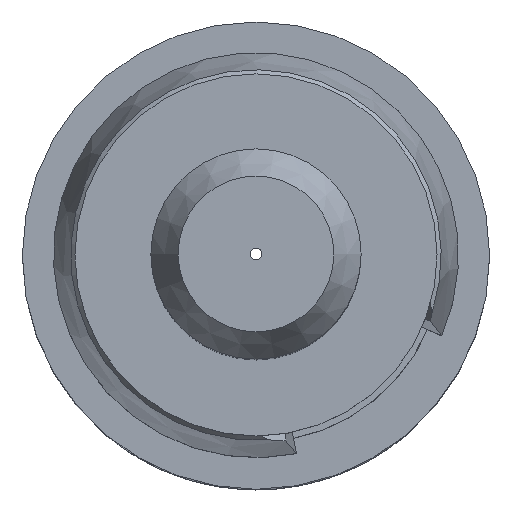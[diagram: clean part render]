
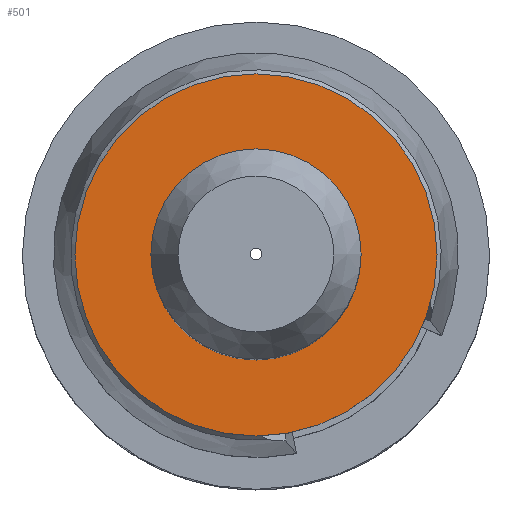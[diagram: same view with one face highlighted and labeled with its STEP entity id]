
A CAD part, top view. The second image highlights one B-rep face of the part: STEP entity #501.
In plain terms, the highlighted planar face has unit normal (0, 0, 1).
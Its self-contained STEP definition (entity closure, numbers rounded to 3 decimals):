
#403=PLANE('',#1608);
#501=ADVANCED_FACE('',(#625,#626),#403,.T.);
#562=CIRCLE('',#1605,2.325);
#563=CIRCLE('',#1607,1.35);
#625=FACE_BOUND('',#722,.T.);
#626=FACE_BOUND('',#723,.T.);
#722=EDGE_LOOP('',(#1011));
#723=EDGE_LOOP('',(#1012));
#1011=ORIENTED_EDGE('',*,*,#1357,.T.);
#1012=ORIENTED_EDGE('',*,*,#1356,.F.);
#1199=VERTEX_POINT('',#2460);
#1200=VERTEX_POINT('',#2463);
#1356=EDGE_CURVE('',#1199,#1199,#562,.T.);
#1357=EDGE_CURVE('',#1200,#1200,#563,.T.);
#1605=AXIS2_PLACEMENT_3D('',#2459,#1751,#1752);
#1607=AXIS2_PLACEMENT_3D('',#2462,#1755,#1756);
#1608=AXIS2_PLACEMENT_3D('',#2464,#1757,#1758);
#1751=DIRECTION('',(0.,0.,-1.));
#1752=DIRECTION('',(1.,0.,0.));
#1755=DIRECTION('',(0.,0.,-1.));
#1756=DIRECTION('',(1.,0.,0.));
#1757=DIRECTION('',(0.,0.,1.));
#1758=DIRECTION('',(0.,1.,0.));
#2459=CARTESIAN_POINT('',(0.,0.,19.5));
#2460=CARTESIAN_POINT('',(2.325,0.,19.5));
#2462=CARTESIAN_POINT('',(0.,0.,19.5));
#2463=CARTESIAN_POINT('',(1.35,0.,19.5));
#2464=CARTESIAN_POINT('',(2.558,-2.558,19.5));
